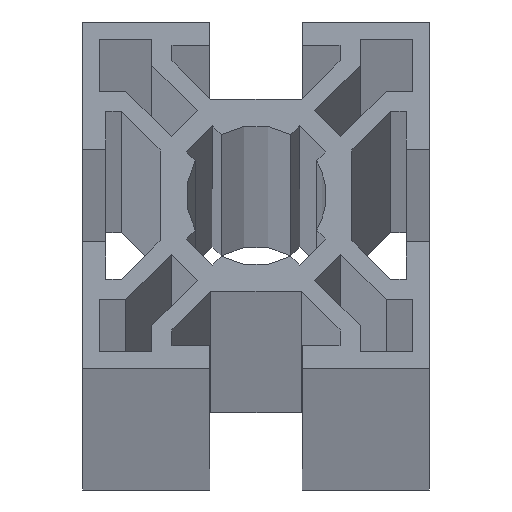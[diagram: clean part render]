
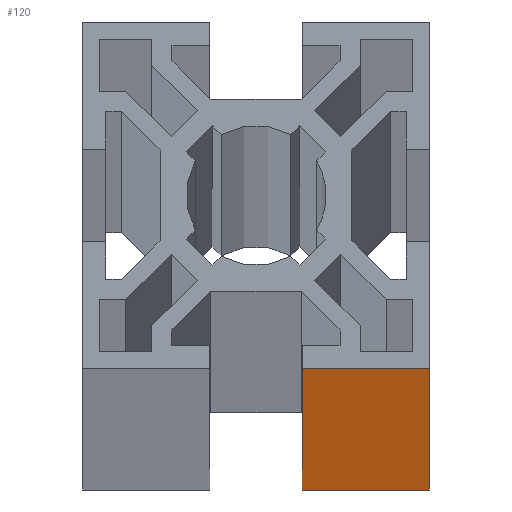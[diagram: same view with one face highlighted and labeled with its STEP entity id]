
A CAD part, top view. The second image highlights one B-rep face of the part: STEP entity #120.
In plain terms, the highlighted planar face has unit normal (0, -1, 0).
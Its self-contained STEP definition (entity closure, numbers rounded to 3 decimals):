
#10 = LINE ( 'NONE', #666, #11 ) ;
#11 = VECTOR ( 'NONE', #667, 1000. ) ;
#12 = LINE ( 'NONE', #668, #13 ) ;
#13 = VECTOR ( 'NONE', #669, 1000. ) ;
#14 = LINE ( 'NONE', #670, #15 ) ;
#15 = VECTOR ( 'NONE', #671, 1000. ) ;
#16 = LINE ( 'NONE', #672, #17 ) ;
#17 = VECTOR ( 'NONE', #673, 1000. ) ;
#120 = ADVANCED_FACE ( 'NONE', ( #2672 ), #1655, .T. ) ;
#551 = EDGE_LOOP ( 'NONE', ( #1042, #1043, #1044, #1045 ) ) ;
#666 = CARTESIAN_POINT ( 'NONE',  ( 15., -15., -3000. ) ) ;
#667 = DIRECTION ( 'NONE',  ( 0., 0., 1. ) ) ;
#668 = CARTESIAN_POINT ( 'NONE',  ( 0., -15., -6000. ) ) ;
#669 = DIRECTION ( 'NONE',  ( -1., 0., 0. ) ) ;
#670 = CARTESIAN_POINT ( 'NONE',  ( 0., -15., 0. ) ) ;
#671 = DIRECTION ( 'NONE',  ( -1., 0., 0. ) ) ;
#672 = CARTESIAN_POINT ( 'NONE',  ( 4., -15., -3000. ) ) ;
#673 = DIRECTION ( 'NONE',  ( 0., 0., 1. ) ) ;
#907 = CARTESIAN_POINT ( 'NONE',  ( 15., -15., 0. ) ) ;
#915 = CARTESIAN_POINT ( 'NONE',  ( 4., -15., 0. ) ) ;
#917 = CARTESIAN_POINT ( 'NONE',  ( 4., -15., -6000. ) ) ;
#920 = CARTESIAN_POINT ( 'NONE',  ( 15., -15., -6000. ) ) ;
#1042 = ORIENTED_EDGE ( 'NONE', *, *, #2997, .F. ) ;
#1043 = ORIENTED_EDGE ( 'NONE', *, *, #2996, .T. ) ;
#1044 = ORIENTED_EDGE ( 'NONE', *, *, #2998, .T. ) ;
#1045 = ORIENTED_EDGE ( 'NONE', *, *, #2999, .F. ) ;
#1422 = AXIS2_PLACEMENT_3D ( 'NONE', #1656, #1657, #1658 ) ;
#1655 = PLANE ( 'NONE',  #1422 ) ;
#1656 = CARTESIAN_POINT ( 'NONE',  ( 4., -15., 0. ) ) ;
#1657 = DIRECTION ( 'NONE',  ( 0., -1., 0. ) ) ;
#1658 = DIRECTION ( 'NONE',  ( 0., 0., -1. ) ) ;
#1704 = VERTEX_POINT ( 'NONE', #907 ) ;
#1712 = VERTEX_POINT ( 'NONE', #915 ) ;
#1714 = VERTEX_POINT ( 'NONE', #917 ) ;
#1717 = VERTEX_POINT ( 'NONE', #920 ) ;
#2672 = FACE_OUTER_BOUND ( 'NONE', #551, .T. ) ;
#2996 = EDGE_CURVE ( 'NONE', #1717, #1704, #10, .T. ) ;
#2997 = EDGE_CURVE ( 'NONE', #1717, #1714, #12, .T. ) ;
#2998 = EDGE_CURVE ( 'NONE', #1704, #1712, #14, .T. ) ;
#2999 = EDGE_CURVE ( 'NONE', #1714, #1712, #16, .T. ) ;
